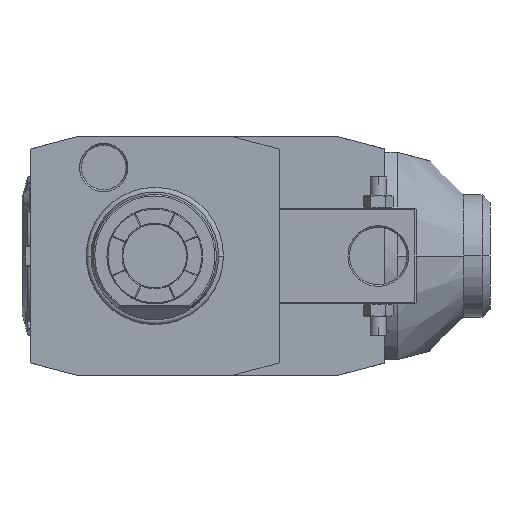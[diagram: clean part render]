
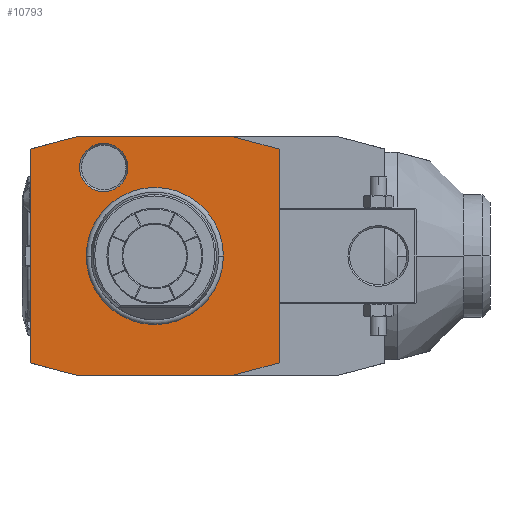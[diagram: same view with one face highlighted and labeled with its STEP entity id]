
A CAD part, front view. The second image highlights one B-rep face of the part: STEP entity #10793.
In plain terms, the highlighted planar face has unit normal (0, -1, 0).
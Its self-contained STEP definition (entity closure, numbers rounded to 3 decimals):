
#1=DIRECTION('',(1.,0.,0.));
#2=VECTOR('',#1,48.);
#3=CARTESIAN_POINT('',(-24.,0.,-37.5));
#4=LINE('',#3,#2);
#5=DIRECTION('',(0.966,0.,-0.259));
#6=VECTOR('',#5,15.529);
#7=CARTESIAN_POINT('',(-39.,0.,-33.481));
#8=LINE('',#7,#6);
#9=DIRECTION('',(0.,0.,-1.));
#10=VECTOR('',#9,66.962);
#11=CARTESIAN_POINT('',(-39.,0.,33.481));
#12=LINE('',#11,#10);
#13=DIRECTION('',(-0.966,0.,-0.259));
#14=VECTOR('',#13,15.529);
#15=CARTESIAN_POINT('',(-24.,0.,37.5));
#16=LINE('',#15,#14);
#17=DIRECTION('',(-1.,0.,0.));
#18=VECTOR('',#17,48.);
#19=CARTESIAN_POINT('',(24.,0.,37.5));
#20=LINE('',#19,#18);
#21=DIRECTION('',(-0.966,0.,0.259));
#22=VECTOR('',#21,15.529);
#23=CARTESIAN_POINT('',(39.,0.,33.481));
#24=LINE('',#23,#22);
#25=DIRECTION('',(0.,0.,1.));
#26=VECTOR('',#25,66.962);
#27=CARTESIAN_POINT('',(39.,0.,-33.481));
#28=LINE('',#27,#26);
#29=DIRECTION('',(0.966,0.,0.259));
#30=VECTOR('',#29,15.529);
#31=CARTESIAN_POINT('',(24.,0.,-37.5));
#32=LINE('',#31,#30);
#33=CARTESIAN_POINT('',(-16.,0.,27.713));
#34=DIRECTION('',(0.,1.,0.));
#35=DIRECTION('',(1.,0.,0.));
#36=AXIS2_PLACEMENT_3D('',#33,#34,#35);
#38=CARTESIAN_POINT('',(-16.,0.,27.713));
#39=DIRECTION('',(0.,1.,0.));
#40=DIRECTION('',(-1.,0.,0.));
#41=AXIS2_PLACEMENT_3D('',#38,#39,#40);
#7504=CARTESIAN_POINT('',(0.,0.,0.));
#7505=DIRECTION('',(0.,-1.,0.));
#7506=DIRECTION('',(1.,0.,0.));
#7507=AXIS2_PLACEMENT_3D('',#7504,#7505,#7506);
#7509=CARTESIAN_POINT('',(0.,0.,0.));
#7510=DIRECTION('',(0.,-1.,0.));
#7511=DIRECTION('',(-1.,0.,0.));
#7512=AXIS2_PLACEMENT_3D('',#7509,#7510,#7511);
#9649=CARTESIAN_POINT('',(-8.423,0.,27.713));
#9650=CARTESIAN_POINT('',(-23.577,0.,27.713));
#9651=VERTEX_POINT('',#9649);
#9652=VERTEX_POINT('',#9650);
#10551=CARTESIAN_POINT('',(-24.,0.,-37.5));
#10552=CARTESIAN_POINT('',(24.,0.,-37.5));
#10553=VERTEX_POINT('',#10551);
#10554=VERTEX_POINT('',#10552);
#10555=CARTESIAN_POINT('',(39.,0.,-33.481));
#10556=VERTEX_POINT('',#10555);
#10557=CARTESIAN_POINT('',(39.,0.,33.481));
#10558=VERTEX_POINT('',#10557);
#10559=CARTESIAN_POINT('',(24.,0.,37.5));
#10560=VERTEX_POINT('',#10559);
#10561=CARTESIAN_POINT('',(-24.,0.,37.5));
#10562=VERTEX_POINT('',#10561);
#10563=CARTESIAN_POINT('',(-39.,0.,33.481));
#10564=VERTEX_POINT('',#10563);
#10565=CARTESIAN_POINT('',(-39.,0.,-33.481));
#10566=VERTEX_POINT('',#10565);
#10606=CARTESIAN_POINT('',(21.137,0.,0.));
#10607=CARTESIAN_POINT('',(-21.137,0.,0.));
#10608=VERTEX_POINT('',#10606);
#10609=VERTEX_POINT('',#10607);
#10758=CARTESIAN_POINT('',(0.,0.,0.));
#10759=DIRECTION('',(0.,-1.,0.));
#10760=DIRECTION('',(-1.,0.,0.));
#10761=AXIS2_PLACEMENT_3D('',#10758,#10759,#10760);
#10762=PLANE('',#10761);
#10764=ORIENTED_EDGE('',*,*,#10763,.F.);
#10766=ORIENTED_EDGE('',*,*,#10765,.F.);
#10768=ORIENTED_EDGE('',*,*,#10767,.F.);
#10770=ORIENTED_EDGE('',*,*,#10769,.F.);
#10772=ORIENTED_EDGE('',*,*,#10771,.F.);
#10774=ORIENTED_EDGE('',*,*,#10773,.F.);
#10776=ORIENTED_EDGE('',*,*,#10775,.F.);
#10778=ORIENTED_EDGE('',*,*,#10777,.F.);
#10779=EDGE_LOOP('',(#10764,#10766,#10768,#10770,#10772,#10774,#10776,#10778));
#10780=FACE_OUTER_BOUND('',#10779,.F.);
#10782=ORIENTED_EDGE('',*,*,#10781,.T.);
#10784=ORIENTED_EDGE('',*,*,#10783,.T.);
#10785=EDGE_LOOP('',(#10782,#10784));
#10786=FACE_BOUND('',#10785,.F.);
#10788=ORIENTED_EDGE('',*,*,#10787,.F.);
#10790=ORIENTED_EDGE('',*,*,#10789,.F.);
#10791=EDGE_LOOP('',(#10788,#10790));
#10792=FACE_BOUND('',#10791,.F.);
#37=CIRCLE('',#36,7.577);
#42=CIRCLE('',#41,7.577);
#7508=CIRCLE('',#7507,21.137);
#7513=CIRCLE('',#7512,21.137);
#10763=EDGE_CURVE('',#10553,#10554,#4,.T.);
#10765=EDGE_CURVE('',#10566,#10553,#8,.T.);
#10767=EDGE_CURVE('',#10564,#10566,#12,.T.);
#10769=EDGE_CURVE('',#10562,#10564,#16,.T.);
#10771=EDGE_CURVE('',#10560,#10562,#20,.T.);
#10773=EDGE_CURVE('',#10558,#10560,#24,.T.);
#10775=EDGE_CURVE('',#10556,#10558,#28,.T.);
#10777=EDGE_CURVE('',#10554,#10556,#32,.T.);
#10781=EDGE_CURVE('',#10608,#10609,#7508,.T.);
#10783=EDGE_CURVE('',#10609,#10608,#7513,.T.);
#10787=EDGE_CURVE('',#9651,#9652,#37,.T.);
#10789=EDGE_CURVE('',#9652,#9651,#42,.T.);
#10793=ADVANCED_FACE('',(#10780,#10786,#10792),#10762,.T.);
